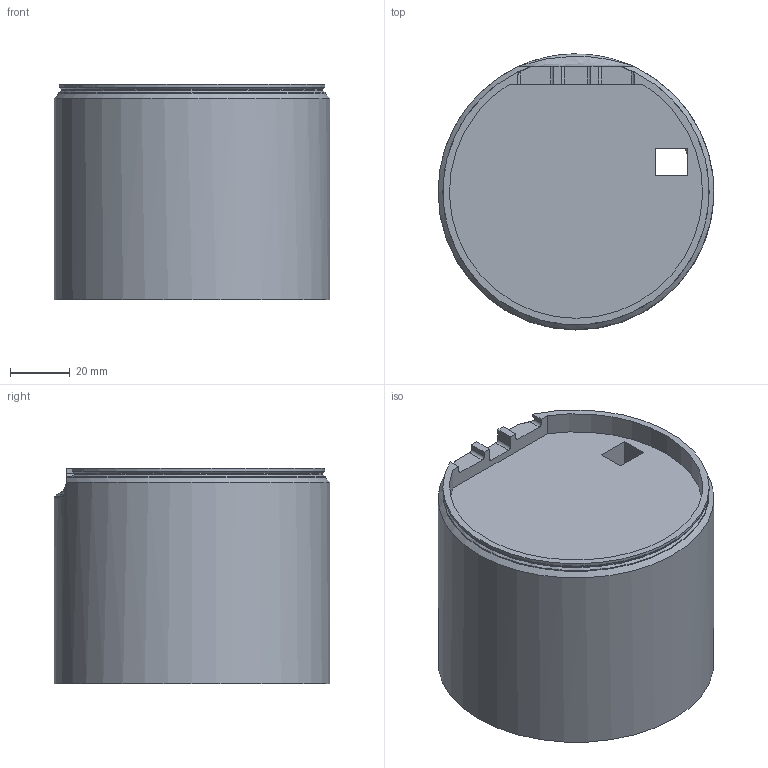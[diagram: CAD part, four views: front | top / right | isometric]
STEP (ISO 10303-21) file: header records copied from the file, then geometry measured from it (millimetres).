
FILE_DESCRIPTION(/* description */ (''),/* implementation_level */ '2;1');
FILE_NAME(/* name */ 'Speaker Chamber.step',/* time_stamp */ '2025-05-04T21:08:02-07:00',/* author */ (''),/* organization */ (''),/* preprocessor_version */ 'ST-DEVELOPER v20.1',/* originating_system */ 'Autodesk Translation Framework v14.4.0.0',/* authorisation */ '');
FILE_SCHEMA (('AUTOMOTIVE_DESIGN { 1 0 10303 214 3 1 1 }'));
Length unit declared in the file: millimetre
Products named in the file (1): Speaker Chamber
Bounding box: 92.4 x 92.4 x 72.1 mm (x, y, z)
Volume: 149397 mm3; surface area: 50861.9 mm2
Topology: 1 solids, 1 shells, 55 faces, 148 edges, 96 vertices
Faces by surface type: plane 24, cylinder 21, bspline 5, cone 4, torus 1
Full cylindrical faces by diameter (mm): 78.905 x1, 80 x1, 85.621 x1, 87.6 x1, 92.4 x1
Entity records: 3086 total; most frequent: CARTESIAN_POINT 1737, ORIENTED_EDGE 296, DIRECTION 248, EDGE_CURVE 148, VERTEX_POINT 96, AXIS2_PLACEMENT_3D 91, LINE 66, VECTOR 66
